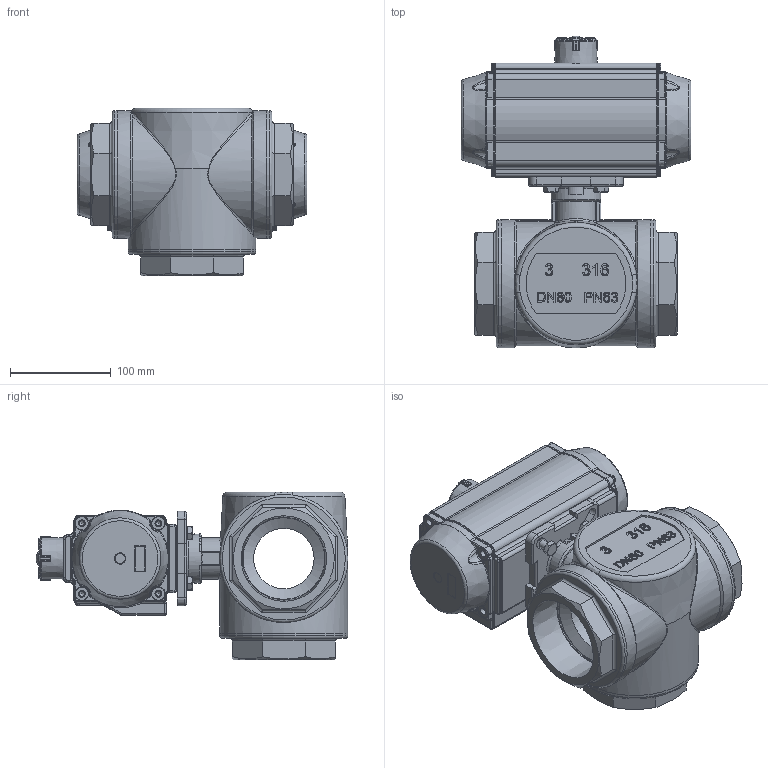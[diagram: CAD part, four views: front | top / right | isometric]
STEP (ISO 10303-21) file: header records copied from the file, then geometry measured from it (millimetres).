
FILE_DESCRIPTION(/* description */ ('Unknown'),/* implementation_level */ '2;1');
FILE_NAME(/* name */ 'PD05 9338_9339-11',/* time_stamp */ '2025-03-26T09:28:20+01:00',/* author */ ('Unknown'),/* organization */ ('Unknown'),/* preprocessor_version */ 'ST-DEVELOPER v19.4',/* originating_system */ 'Solid Edge',/* authorisation */ 'Unknown');
FILE_SCHEMA (('AUTOMOTIVE_DESIGN {1 0 10303 214 3 1 1}'));
Products named in the file (20): PD05 9338_9339-11; 9339-11; DN80 CAP; M22 NUT_GB_FASTENER_NUT_STNAB B M22-C; DN80 Gasket; DN80 BODY; DN80 Nut Stopper; MV-85 DN80 STEM; DN80 Plate  Washer; PD05_PE04; VTE85____; Optische Anzeige; ______; ________(___________; cup head nib bolts with large head gb_GB_FASTENER_BOLT_CHNBW M6X25-N; huosai85; zhou85; vt85-2016-06-25  _______MIR; vt85-2016-06-25; DIN 933 M8x20 A2-70 BLK_EDST
Assembly tree (30 placements, depth 4):
  PD05 9338_9339-11
    9339-11
      DN80 CAP  x3
      M22 NUT_GB_FASTENER_NUT_STNAB B M22-C
      DN80 Gasket  x3
      DN80 BODY
      DN80 Nut Stopper
      MV-85 DN80 STEM
      DN80 Plate  Washer
    PD05_PE04
      VTE85____
      Optische Anzeige
        ______
        ________(___________  x4
        cup head nib bolts with large head gb_GB_FASTENER_BOLT_CHNBW M6X25-N
      huosai85  x2
      zhou85
      vt85-2016-06-25  _______MIR
      vt85-2016-06-25
    DIN 933 M8x20 A2-70 BLK_EDST  x4
Bounding box: 228 x 309.31 x 166.3 mm (x, y, z)
Volume: 2460626.1 mm3; surface area: 643689.1 mm2
Topology: 27 solids, 27 shells, 3437 faces, 8506 edges, 5249 vertices
Faces by surface type: plane 1008, cylinder 854, bspline 769, torus 519, cone 270, sphere 17
Full cylindrical faces by diameter (mm): 3 x16, 3.3 x8, 4 x2, 4.134 x8, 4.66 x1, 4.917 x13, 5 x1, 6 x1, 6.2 x1, 6.647 x6, 8 x4, 11.445 x2, 12 x2, 13 x14, 16.2 x1, 16.5 x1, 18.3 x1, 18.7 x1, 19.294 x1, 20 x7, 22 x2, 22.1 x1, 22.5 x1, 23 x12, 26 x1, 27 x1, 28 x2, 29 x1, 31.5 x1, 32.2 x1
Entity records: 114000 total; most frequent: CARTESIAN_POINT 57222, ORIENTED_EDGE 12424, DIRECTION 10177, EDGE_CURVE 6212, VERTEX_POINT 4027, AXIS2_PLACEMENT_3D 4021, FACE_BOUND 3139, EDGE_LOOP 3127
